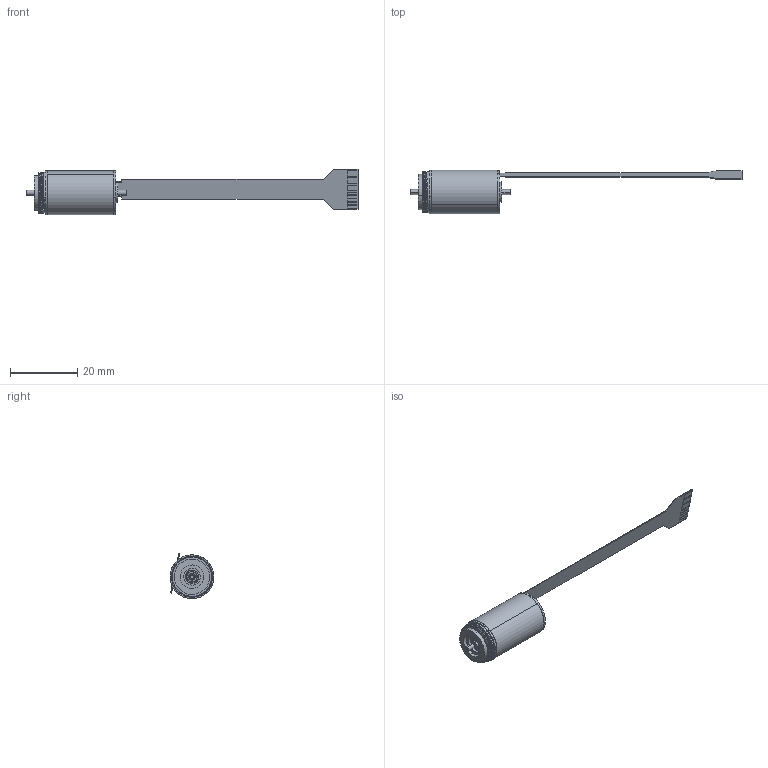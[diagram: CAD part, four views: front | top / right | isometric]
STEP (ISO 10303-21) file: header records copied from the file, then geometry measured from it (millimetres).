
FILE_DESCRIPTION (( 'STEP AP214' ), '1' );
FILE_NAME ('ECU13038 3D.STEP', '2017-03-24T03:04:26', ( '' ), ( '' ), 'SwSTEP 2.0', 'SolidWorks 2012', '' );
FILE_SCHEMA (( 'AUTOMOTIVE_DESIGN' ));
Length unit declared in the file: millimetre
Products named in the file (1): ECU13038 3D
Bounding box: 98.7 x 12.99 x 13.44 mm (x, y, z)
Surface area: 2772.7 mm2 (no closed solid volume)
Topology: 0 solids, 13 shells, 153 faces, 404 edges, 272 vertices
Faces by surface type: plane 70, cylinder 54, torus 14, cone 12, bspline 3
Entity records: 6953 total; most frequent: CARTESIAN_POINT 1416, DIRECTION 836, ORIENTED_EDGE 736, EDGE_CURVE 404, AXIS2_PLACEMENT_3D 307, VERTEX_POINT 272, LINE 222, VECTOR 222
